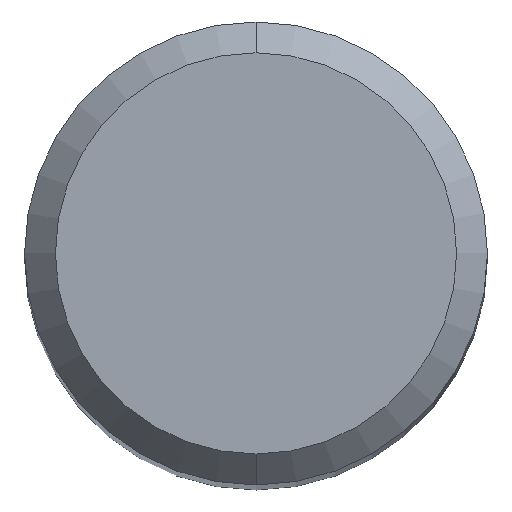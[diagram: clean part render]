
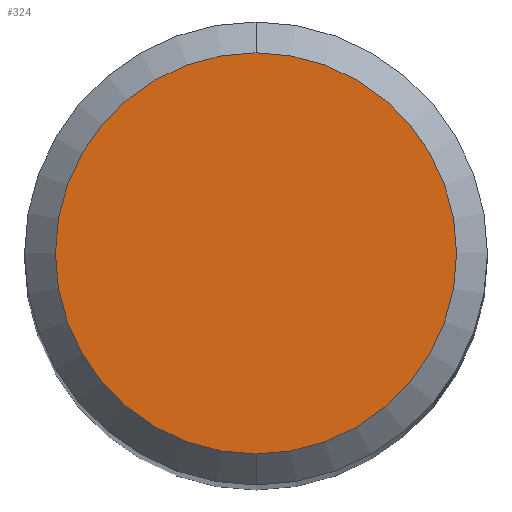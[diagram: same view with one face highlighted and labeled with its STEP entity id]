
A CAD part, top view. The second image highlights one B-rep face of the part: STEP entity #324.
In plain terms, the highlighted planar face has unit normal (0, 0, 1).
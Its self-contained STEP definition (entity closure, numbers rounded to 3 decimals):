
#252=VERTEX_POINT('',#653);
#264=EDGE_CURVE('',#252,#306,#666,.T.);
#306=VERTEX_POINT('',#713);
#324=ADVANCED_FACE('',(#733),#734,.T.);
#384=EDGE_CURVE('',#306,#252,#800,.T.);
#653=CARTESIAN_POINT('',(0.,-2.6,0.0));
#666=CIRCLE('',#1130,2.6);
#713=CARTESIAN_POINT('',(0.0,2.6,0.0));
#733=FACE_OUTER_BOUND('',#1229,.T.);
#734=PLANE('',#1230);
#800=CIRCLE('',#1324,2.6);
#1130=AXIS2_PLACEMENT_3D('',#1866,#1867,#1868);
#1229=EDGE_LOOP('',(#1949,#1950));
#1230=AXIS2_PLACEMENT_3D('',#1951,#1952,#1953);
#1324=AXIS2_PLACEMENT_3D('',#2027,#2028,#2029);
#1866=CARTESIAN_POINT('',(0.0,0.0,0.0));
#1867=DIRECTION('',(0.0,0.0,-1.0));
#1868=DIRECTION('',(0.0,1.0,0.0));
#1949=ORIENTED_EDGE('',*,*,#384,.F.);
#1950=ORIENTED_EDGE('',*,*,#264,.F.);
#1951=CARTESIAN_POINT('',(0.0,1.3,0.0));
#1952=DIRECTION('',(-0.0,0.0,1.0));
#1953=DIRECTION('',(0.0,-1.0,0.0));
#2027=CARTESIAN_POINT('',(0.0,0.0,0.0));
#2028=DIRECTION('',(0.0,0.0,-1.0));
#2029=DIRECTION('',(0.0,1.0,0.0));
